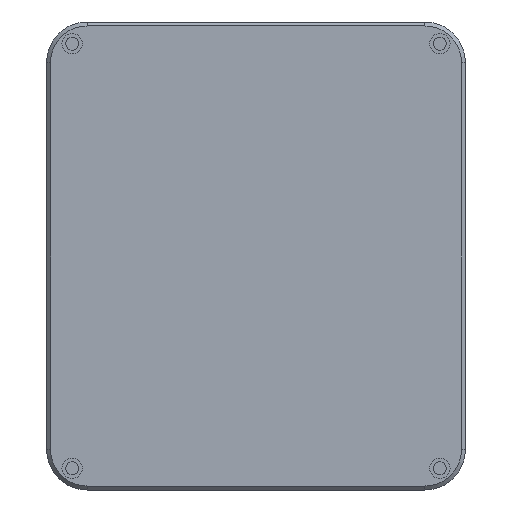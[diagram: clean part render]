
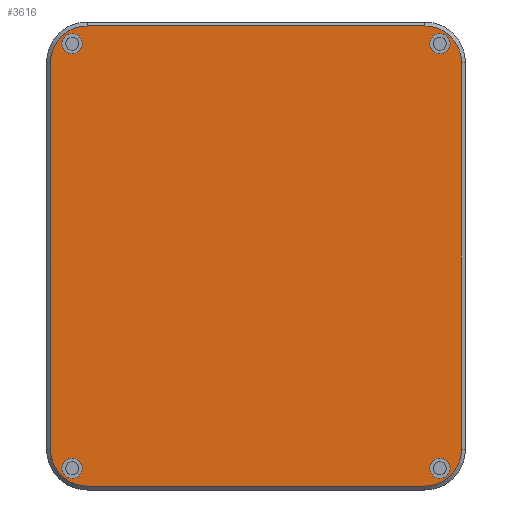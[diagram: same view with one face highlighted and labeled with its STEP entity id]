
A CAD part, left-side view. The second image highlights one B-rep face of the part: STEP entity #3616.
In plain terms, the highlighted planar face has unit normal (-1, 0, 0).
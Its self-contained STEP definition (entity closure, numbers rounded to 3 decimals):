
#141=FACE_BOUND('',#573,.T.);
#142=FACE_BOUND('',#574,.T.);
#143=FACE_BOUND('',#575,.T.);
#144=FACE_BOUND('',#576,.T.);
#181=PLANE('',#3879);
#338=FACE_OUTER_BOUND('',#572,.T.);
#572=EDGE_LOOP('',(#2618,#2619,#2620,#2621,#2622,#2623,#2624,#2625));
#573=EDGE_LOOP('',(#2626));
#574=EDGE_LOOP('',(#2627));
#575=EDGE_LOOP('',(#2628));
#576=EDGE_LOOP('',(#2629));
#837=LINE('',#5096,#1241);
#838=LINE('',#5100,#1242);
#839=LINE('',#5104,#1243);
#840=LINE('',#5108,#1244);
#1241=VECTOR('',#4210,10.);
#1242=VECTOR('',#4213,10.);
#1243=VECTOR('',#4216,10.);
#1244=VECTOR('',#4219,10.);
#1607=CIRCLE('',#3833,2.6);
#1610=CIRCLE('',#3838,2.6);
#1613=CIRCLE('',#3843,2.6);
#1616=CIRCLE('',#3848,2.6);
#1630=CIRCLE('',#3880,9.3);
#1631=CIRCLE('',#3881,9.3);
#1632=CIRCLE('',#3882,9.3);
#1633=CIRCLE('',#3883,9.3);
#1668=VERTEX_POINT('',#4966);
#1671=VERTEX_POINT('',#4975);
#1674=VERTEX_POINT('',#4984);
#1677=VERTEX_POINT('',#4993);
#1711=VERTEX_POINT('',#5094);
#1712=VERTEX_POINT('',#5095);
#1713=VERTEX_POINT('',#5097);
#1714=VERTEX_POINT('',#5099);
#1715=VERTEX_POINT('',#5101);
#1716=VERTEX_POINT('',#5103);
#1717=VERTEX_POINT('',#5105);
#1718=VERTEX_POINT('',#5107);
#1982=EDGE_CURVE('',#1668,#1668,#1607,.T.);
#1986=EDGE_CURVE('',#1671,#1671,#1610,.T.);
#1990=EDGE_CURVE('',#1674,#1674,#1613,.T.);
#1994=EDGE_CURVE('',#1677,#1677,#1616,.T.);
#2043=EDGE_CURVE('',#1711,#1712,#837,.T.);
#2044=EDGE_CURVE('',#1713,#1711,#1630,.T.);
#2045=EDGE_CURVE('',#1714,#1713,#838,.T.);
#2046=EDGE_CURVE('',#1715,#1714,#1631,.T.);
#2047=EDGE_CURVE('',#1716,#1715,#839,.T.);
#2048=EDGE_CURVE('',#1717,#1716,#1632,.T.);
#2049=EDGE_CURVE('',#1718,#1717,#840,.T.);
#2050=EDGE_CURVE('',#1712,#1718,#1633,.T.);
#2618=ORIENTED_EDGE('',*,*,#2043,.F.);
#2619=ORIENTED_EDGE('',*,*,#2044,.F.);
#2620=ORIENTED_EDGE('',*,*,#2045,.F.);
#2621=ORIENTED_EDGE('',*,*,#2046,.F.);
#2622=ORIENTED_EDGE('',*,*,#2047,.F.);
#2623=ORIENTED_EDGE('',*,*,#2048,.F.);
#2624=ORIENTED_EDGE('',*,*,#2049,.F.);
#2625=ORIENTED_EDGE('',*,*,#2050,.F.);
#2626=ORIENTED_EDGE('',*,*,#1982,.T.);
#2627=ORIENTED_EDGE('',*,*,#1986,.T.);
#2628=ORIENTED_EDGE('',*,*,#1990,.T.);
#2629=ORIENTED_EDGE('',*,*,#1994,.T.);
#3616=ADVANCED_FACE('',(#338,#141,#142,#143,#144),#181,.T.);
#3833=AXIS2_PLACEMENT_3D('',#4967,#4078,#4079);
#3838=AXIS2_PLACEMENT_3D('',#4976,#4089,#4090);
#3843=AXIS2_PLACEMENT_3D('',#4985,#4100,#4101);
#3848=AXIS2_PLACEMENT_3D('',#4994,#4111,#4112);
#3879=AXIS2_PLACEMENT_3D('',#5093,#4208,#4209);
#3880=AXIS2_PLACEMENT_3D('',#5098,#4211,#4212);
#3881=AXIS2_PLACEMENT_3D('',#5102,#4214,#4215);
#3882=AXIS2_PLACEMENT_3D('',#5106,#4217,#4218);
#3883=AXIS2_PLACEMENT_3D('',#5109,#4220,#4221);
#4078=DIRECTION('center_axis',(1.,0.,0.));
#4079=DIRECTION('ref_axis',(0.,0.,-1.));
#4089=DIRECTION('center_axis',(1.,0.,0.));
#4090=DIRECTION('ref_axis',(0.,0.,-1.));
#4100=DIRECTION('center_axis',(1.,0.,0.));
#4101=DIRECTION('ref_axis',(0.,0.,-1.));
#4111=DIRECTION('center_axis',(1.,0.,0.));
#4112=DIRECTION('ref_axis',(0.,0.,-1.));
#4208=DIRECTION('center_axis',(-1.,0.,0.));
#4209=DIRECTION('ref_axis',(0.,-1.,0.));
#4210=DIRECTION('',(0.,0.,-1.));
#4211=DIRECTION('center_axis',(1.,0.,0.));
#4212=DIRECTION('ref_axis',(0.,-1.,0.));
#4213=DIRECTION('',(0.,-1.,0.));
#4214=DIRECTION('center_axis',(1.,0.,0.));
#4215=DIRECTION('ref_axis',(0.,0.,
1.));
#4216=DIRECTION('',(0.,0.,1.));
#4217=DIRECTION('center_axis',(1.,0.,0.));
#4218=DIRECTION('ref_axis',(0.,1.,0.));
#4219=DIRECTION('',(0.,1.,0.));
#4220=DIRECTION('center_axis',(1.,0.,0.));
#4221=DIRECTION('ref_axis',(0.,0.,-1.));
#4966=CARTESIAN_POINT('',(-29.9,-20.,105.6));
#4967=CARTESIAN_POINT('Origin',(-29.9,-20.,103.));
#4975=CARTESIAN_POINT('',(-29.9,73.5,105.6));
#4976=CARTESIAN_POINT('Origin',(-29.9,73.5,103.));
#4984=CARTESIAN_POINT('',(-29.9,-20.,-2.4));
#4985=CARTESIAN_POINT('Origin',(-29.9,-20.,-5.));
#4993=CARTESIAN_POINT('',(-29.9,73.5,-2.4));
#4994=CARTESIAN_POINT('Origin',(-29.9,73.5,-5.));
#5093=CARTESIAN_POINT('Origin',(-29.9,26.75,49.));
#5094=CARTESIAN_POINT('',(-29.9,-25.5,98.2));
#5095=CARTESIAN_POINT('',(-29.9,-25.5,-0.2));
#5096=CARTESIAN_POINT('',(-29.9,-25.5,24.4));
#5097=CARTESIAN_POINT('',(-29.9,-16.2,107.5));
#5098=CARTESIAN_POINT('Origin',(-29.9,-16.2,98.2));
#5099=CARTESIAN_POINT('',(-29.9,69.7,107.5));
#5100=CARTESIAN_POINT('',(-29.9,5.275,107.5));
#5101=CARTESIAN_POINT('',(-29.9,79.,98.2));
#5102=CARTESIAN_POINT('Origin',(-29.9,69.7,98.2));
#5103=CARTESIAN_POINT('',(-29.9,79.,-0.2));
#5104=CARTESIAN_POINT('',(-29.9,79.,73.6));
#5105=CARTESIAN_POINT('',(-29.9,69.7,-9.5));
#5106=CARTESIAN_POINT('Origin',(-29.9,69.7,-0.2));
#5107=CARTESIAN_POINT('',(-29.9,-16.2,-9.5));
#5108=CARTESIAN_POINT('',(-29.9,48.225,-9.5));
#5109=CARTESIAN_POINT('Origin',(-29.9,-16.2,-0.2));
